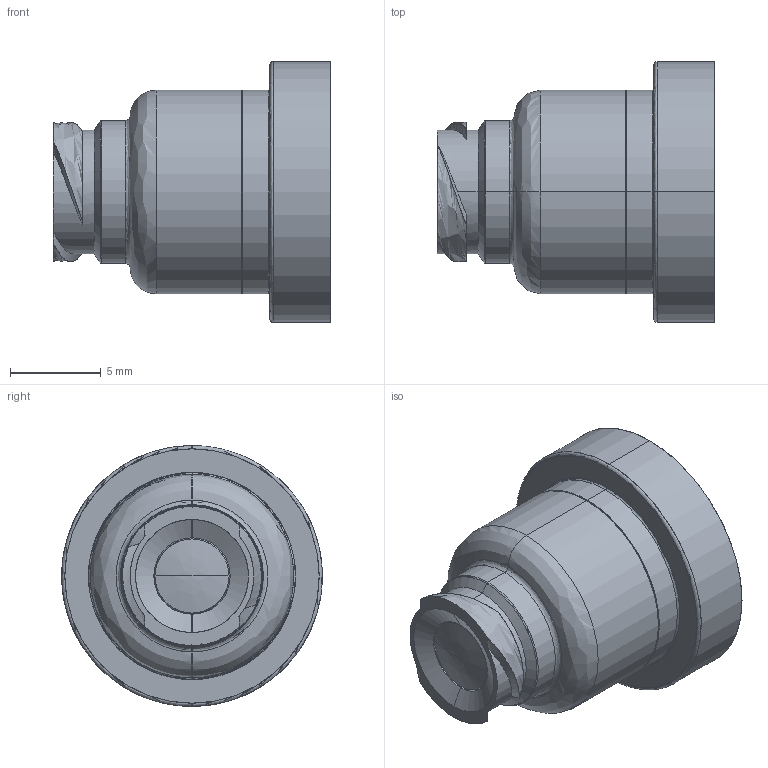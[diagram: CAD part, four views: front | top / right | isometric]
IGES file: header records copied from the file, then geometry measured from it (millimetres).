
Start section: SolidWorks IGES file using analytic representation for surfaces
Global section: file name: WG14262.IGS; native system: SolidWorks 2017; preprocessor: SolidWorks 2017; author: WTsang; date: 180122.082626; units: millimetre
Bounding box: 15.24 x 14.34 x 14.34 mm (x, y, z)
Surface area: 1746.8 mm2 (no closed solid volume)
Topology: 0 solids, 0 shells, 84 faces, 1044 edges, 1042 vertices
Faces by surface type: revolution 48, bspline 36
